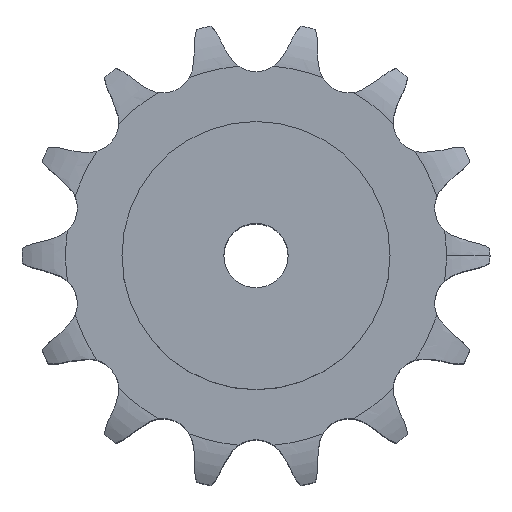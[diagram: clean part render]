
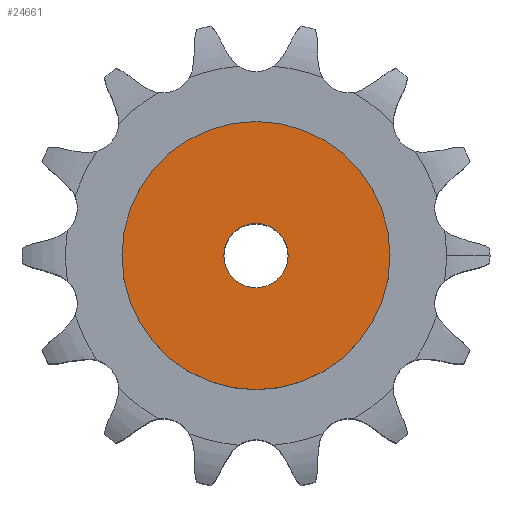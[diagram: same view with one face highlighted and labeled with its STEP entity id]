
A CAD part, top view. The second image highlights one B-rep face of the part: STEP entity #24661.
In plain terms, the highlighted planar face has unit normal (0, 0, 1).
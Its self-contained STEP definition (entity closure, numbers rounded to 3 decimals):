
#13309 = CYLINDRICAL_SURFACE('',#13310,15.);
#13310 = AXIS2_PLACEMENT_3D('',#13311,#13312,#13313);
#13311 = CARTESIAN_POINT('',(0.,0.,389.507));
#13312 = DIRECTION('',(0.,0.,1.));
#13313 = DIRECTION('',(1.,0.,0.));
#16861 = EDGE_CURVE('',#16862,#16862,#16864,.T.);
#16862 = VERTEX_POINT('',#16863);
#16863 = CARTESIAN_POINT('',(15.,0.,180.));
#16864 = SURFACE_CURVE('',#16865,(#16870,#16877),.PCURVE_S1.);
#16865 = CIRCLE('',#16866,15.);
#16866 = AXIS2_PLACEMENT_3D('',#16867,#16868,#16869);
#16867 = CARTESIAN_POINT('',(0.,0.,180.));
#16868 = DIRECTION('',(0.,0.,1.));
#16869 = DIRECTION('',(1.,0.,0.));
#16870 = PCURVE('',#13309,#16871);
#16871 = DEFINITIONAL_REPRESENTATION('',(#16872),#16876);
#16872 = LINE('',#16873,#16874);
#16873 = CARTESIAN_POINT('',(0.,-209.507));
#16874 = VECTOR('',#16875,1.);
#16875 = DIRECTION('',(1.,0.));
#16876 = ( GEOMETRIC_REPRESENTATION_CONTEXT(2) 
PARAMETRIC_REPRESENTATION_CONTEXT() REPRESENTATION_CONTEXT('2D SPACE',''
  ) );
#16877 = PCURVE('',#16878,#16883);
#16878 = PLANE('',#16879);
#16879 = AXIS2_PLACEMENT_3D('',#16880,#16881,#16882);
#16880 = CARTESIAN_POINT('',(0.,0.,180.
    ));
#16881 = DIRECTION('',(0.,0.,1.));
#16882 = DIRECTION('',(1.,0.,0.));
#16883 = DEFINITIONAL_REPRESENTATION('',(#16884),#16888);
#16884 = CIRCLE('',#16885,15.);
#16885 = AXIS2_PLACEMENT_2D('',#16886,#16887);
#16886 = CARTESIAN_POINT('',(0.,0.));
#16887 = DIRECTION('',(1.,0.));
#16888 = ( GEOMETRIC_REPRESENTATION_CONTEXT(2) 
PARAMETRIC_REPRESENTATION_CONTEXT() REPRESENTATION_CONTEXT('2D SPACE',''
  ) );
#24661 = ADVANCED_FACE('',(#24662,#24693),#16878,.T.);
#24662 = FACE_BOUND('',#24663,.T.);
#24663 = EDGE_LOOP('',(#24664));
#24664 = ORIENTED_EDGE('',*,*,#24665,.T.);
#24665 = EDGE_CURVE('',#24666,#24666,#24668,.T.);
#24666 = VERTEX_POINT('',#24667);
#24667 = CARTESIAN_POINT('',(62.5,0.,180.));
#24668 = SURFACE_CURVE('',#24669,(#24674,#24681),.PCURVE_S1.);
#24669 = CIRCLE('',#24670,62.5);
#24670 = AXIS2_PLACEMENT_3D('',#24671,#24672,#24673);
#24671 = CARTESIAN_POINT('',(0.,0.,180.));
#24672 = DIRECTION('',(0.,0.,1.));
#24673 = DIRECTION('',(1.,0.,0.));
#24674 = PCURVE('',#16878,#24675);
#24675 = DEFINITIONAL_REPRESENTATION('',(#24676),#24680);
#24676 = CIRCLE('',#24677,62.5);
#24677 = AXIS2_PLACEMENT_2D('',#24678,#24679);
#24678 = CARTESIAN_POINT('',(0.,0.));
#24679 = DIRECTION('',(1.,0.));
#24680 = ( GEOMETRIC_REPRESENTATION_CONTEXT(2) 
PARAMETRIC_REPRESENTATION_CONTEXT() REPRESENTATION_CONTEXT('2D SPACE',''
  ) );
#24681 = PCURVE('',#24682,#24687);
#24682 = CYLINDRICAL_SURFACE('',#24683,62.5);
#24683 = AXIS2_PLACEMENT_3D('',#24684,#24685,#24686);
#24684 = CARTESIAN_POINT('',(0.,0.,0.));
#24685 = DIRECTION('',(-0.,-0.,-1.));
#24686 = DIRECTION('',(1.,0.,0.));
#24687 = DEFINITIONAL_REPRESENTATION('',(#24688),#24692);
#24688 = LINE('',#24689,#24690);
#24689 = CARTESIAN_POINT('',(-0.,-180.));
#24690 = VECTOR('',#24691,1.);
#24691 = DIRECTION('',(-1.,0.));
#24692 = ( GEOMETRIC_REPRESENTATION_CONTEXT(2) 
PARAMETRIC_REPRESENTATION_CONTEXT() REPRESENTATION_CONTEXT('2D SPACE',''
  ) );
#24693 = FACE_BOUND('',#24694,.T.);
#24694 = EDGE_LOOP('',(#24695));
#24695 = ORIENTED_EDGE('',*,*,#16861,.F.);
